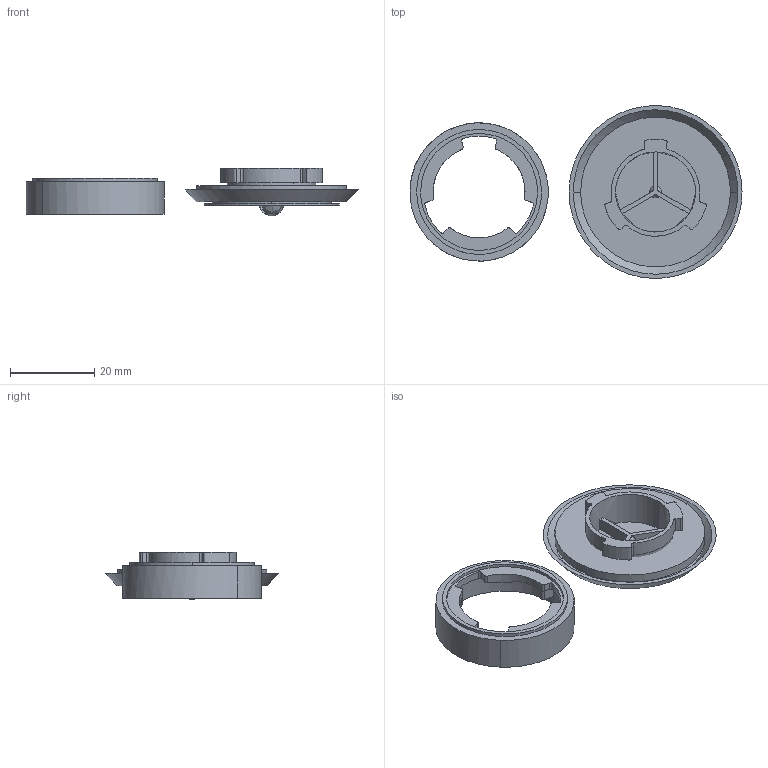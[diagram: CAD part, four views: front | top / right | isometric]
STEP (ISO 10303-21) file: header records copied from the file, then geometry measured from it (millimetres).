
FILE_DESCRIPTION(/* description */ (''),/* implementation_level */ '2;1');
FILE_NAME(/* name */ '3MREPI~1',/* time_stamp */ '2020-03-25T10:32:52-05:00',/* author */ (''),/* organization */ (''),/* preprocessor_version */ 'ST-DEVELOPER v16.5',/* originating_system */ '',/* authorisation */ '');
FILE_SCHEMA (('AUTOMOTIVE_DESIGN'));
Length unit declared in the file: millimetre
Products named in the file (1): Document
Bounding box: 78.72 x 40.99 x 11.29 mm (x, y, z)
Volume: 5022.4 mm3; surface area: 9680.2 mm2
Topology: 4 solids, 4 shells, 172 faces, 458 edges, 294 vertices
Faces by surface type: bspline 124, plane 48
Entity records: 6159 total; most frequent: CARTESIAN_POINT 3670, ORIENTED_EDGE 912, EDGE_CURVE 456, VERTEX_POINT 294, EDGE_LOOP 192, ADVANCED_FACE 172, FACE_OUTER_BOUND 172, B_SPLINE_CURVE_WITH_KNOTS 93
